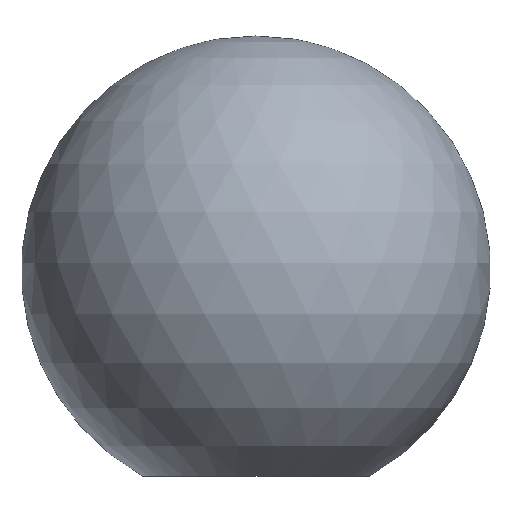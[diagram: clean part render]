
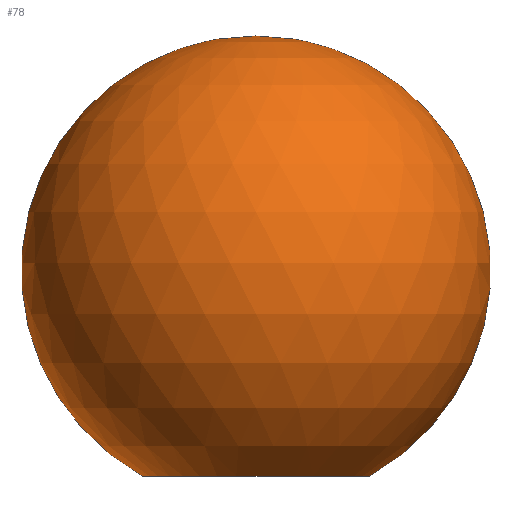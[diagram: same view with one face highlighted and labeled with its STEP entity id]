
A CAD part, front view. The second image highlights one B-rep face of the part: STEP entity #78.
In plain terms, the highlighted spherical face has radius 8 mm.
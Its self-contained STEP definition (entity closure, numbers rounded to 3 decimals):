
#78=ADVANCED_FACE('',(#170),#171,.T.);
#80=EDGE_CURVE('',#98,#116,#173,.T.);
#92=EDGE_CURVE('',#98,#126,#188,.T.);
#98=VERTEX_POINT('',#196);
#114=EDGE_CURVE('',#126,#116,#212,.T.);
#116=VERTEX_POINT('',#214);
#126=VERTEX_POINT('',#224);
#170=FACE_OUTER_BOUND('',#262,.T.);
#171=SPHERICAL_SURFACE('',#263,8.);
#173=CIRCLE('',#266,3.873);
#188=CIRCLE('',#284,8.);
#196=CARTESIAN_POINT('',(3.873,0.,0.));
#212=CIRCLE('',#317,8.);
#214=CARTESIAN_POINT('',(-3.873,0.,0.));
#224=CARTESIAN_POINT('',(0.,0.,15.));
#262=EDGE_LOOP('',(#378,#379,#380));
#263=AXIS2_PLACEMENT_3D('',#381,#382,#383);
#266=AXIS2_PLACEMENT_3D('',#384,#385,#386);
#284=AXIS2_PLACEMENT_3D('',#409,#410,#411);
#317=AXIS2_PLACEMENT_3D('',#435,#436,#437);
#378=ORIENTED_EDGE('',*,*,#114,.T.);
#379=ORIENTED_EDGE('',*,*,#80,.F.);
#380=ORIENTED_EDGE('',*,*,#92,.T.);
#381=CARTESIAN_POINT('',(0.,0.,7.));
#382=DIRECTION('',(0.0,0.0,-1.0));
#383=DIRECTION('',(-1.0,0.0,0.0));
#384=CARTESIAN_POINT('',(0.,0.,0.));
#385=DIRECTION('',(0.0,0.0,-1.0));
#386=DIRECTION('',(1.0,0.,0.0));
#409=CARTESIAN_POINT('',(0.,0.,7.));
#410=DIRECTION('',(0.,-1.0,0.0));
#411=DIRECTION('',(0.0,0.0,1.0));
#435=CARTESIAN_POINT('',(0.,0.,7.));
#436=DIRECTION('',(0.,-1.0,0.0));
#437=DIRECTION('',(0.0,0.0,1.0));
